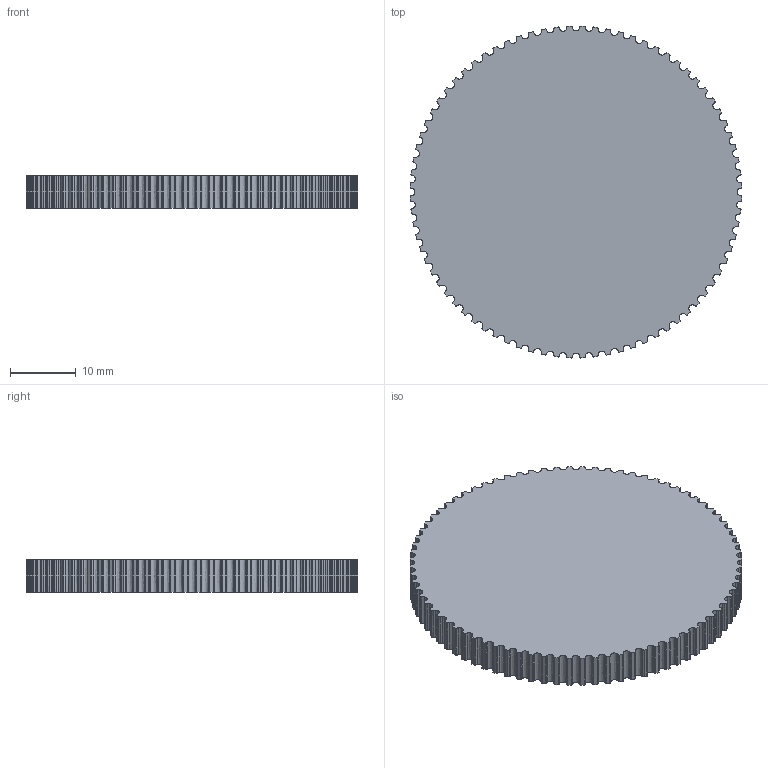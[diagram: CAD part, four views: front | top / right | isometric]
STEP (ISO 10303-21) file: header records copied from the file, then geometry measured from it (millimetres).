
FILE_DESCRIPTION(('FreeCAD Model'),'2;1');
FILE_NAME('Open CASCADE Shape Model','2025-06-25T08:58:24',('BT'),(''), 'Open CASCADE STEP processor 7.8','FreeCAD','Unknown');
FILE_SCHEMA(('AUTOMOTIVE_DESIGN { 1 0 10303 214 1 1 1 1 }'));
Length unit declared in the file: millimetre
Products named in the file (1): timinggear
Bounding box: 50.4 x 50.4 x 5 mm (x, y, z)
Volume: 9693.7 mm3; surface area: 4996.7 mm2
Topology: 1 solids, 1 shells, 482 faces, 1440 edges, 960 vertices
Faces by surface type: extrusion 474, cylinder 6, plane 2
Entity records: 15425 total; most frequent: CARTESIAN_POINT 5727, ORIENTED_EDGE 2880, EDGE_CURVE 1440, DIRECTION 996, VERTEX_POINT 960, VECTOR 954, ADVANCED_FACE 482, FACE_BOUND 482
